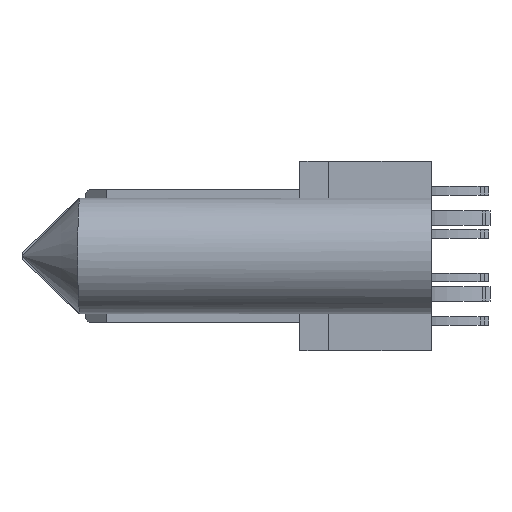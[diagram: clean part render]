
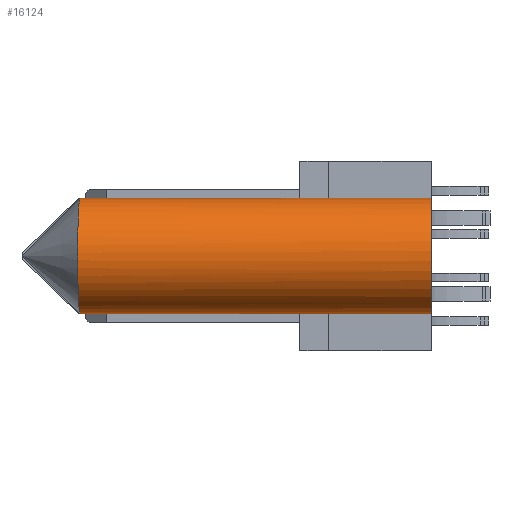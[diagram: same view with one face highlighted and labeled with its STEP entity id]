
A CAD part, left-side view. The second image highlights one B-rep face of the part: STEP entity #16124.
In plain terms, the highlighted cylindrical face has radius 2.55 mm (diameter 5.1 mm), a partial arc.
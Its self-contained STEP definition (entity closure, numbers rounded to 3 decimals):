
#191=CARTESIAN_POINT('',(-23.43,-5.79,0.));
#192=DIRECTION('',(0.,1.,0.));
#193=DIRECTION('',(0.071,0.,-0.998));
#194=AXIS2_PLACEMENT_3D('',#191,#192,#193);
#2716=DIRECTION('',(0.,1.,0.));
#2717=VECTOR('',#2716,4.52);
#2718=CARTESIAN_POINT('',(-23.25,-5.79,-2.544));
#2719=LINE('',#2718,#2717);
#2724=DIRECTION('',(0.,1.,0.));
#2725=VECTOR('',#2724,4.52);
#2726=CARTESIAN_POINT('',(-23.25,-5.79,2.544));
#2727=LINE('',#2726,#2725);
#2732=CARTESIAN_POINT('',(-23.25,0.,-2.544));
#2733=CARTESIAN_POINT('',(-23.275,1.072,
-2.545));
#2734=CARTESIAN_POINT('',(-23.324,3.218,
-2.548));
#2735=CARTESIAN_POINT('',(-23.398,6.444,
-2.55));
#2736=CARTESIAN_POINT('',(-23.447,8.594,
-2.55));
#2737=CARTESIAN_POINT('',(-23.472,9.67,
-2.55));
#2739=CARTESIAN_POINT('',(-23.472,9.67,2.55));
#2740=CARTESIAN_POINT('',(-23.447,8.594,2.55));
#2741=CARTESIAN_POINT('',(-23.398,6.444,2.55));
#2742=CARTESIAN_POINT('',(-23.324,3.218,2.548));
#2743=CARTESIAN_POINT('',(-23.275,1.072,2.545));
#2744=CARTESIAN_POINT('',(-23.25,0.,2.544));
#2746=DIRECTION('',(0.,1.,0.));
#2747=VECTOR('',#2746,1.27);
#2748=CARTESIAN_POINT('',(-23.25,-1.27,-2.544));
#2749=LINE('',#2748,#2747);
#2762=DIRECTION('',(0.,1.,0.));
#2763=VECTOR('',#2762,1.27);
#2764=CARTESIAN_POINT('',(-23.25,-1.27,2.544));
#2765=LINE('',#2764,#2763);
#2766=CARTESIAN_POINT('',(-23.472,9.67,2.55));
#2767=CARTESIAN_POINT('',(-23.648,9.677,2.547));
#2768=CARTESIAN_POINT('',(-24.,9.69,2.504));
#2769=CARTESIAN_POINT('',(-24.503,9.71,2.333));
#2770=CARTESIAN_POINT('',(-24.96,9.729,2.063));
#2771=CARTESIAN_POINT('',(-25.352,9.744,1.703));
#2772=CARTESIAN_POINT('',(-25.661,9.757,1.272));
#2773=CARTESIAN_POINT('',(-25.875,9.766,
0.785));
#2774=CARTESIAN_POINT('',(-25.985,9.77,
0.266));
#2775=CARTESIAN_POINT('',(-25.985,9.77,
-0.266));
#2776=CARTESIAN_POINT('',(-25.875,9.766,
-0.785));
#2777=CARTESIAN_POINT('',(-25.661,9.757,
-1.272));
#2778=CARTESIAN_POINT('',(-25.352,9.744,
-1.703));
#2779=CARTESIAN_POINT('',(-24.96,9.729,
-2.063));
#2780=CARTESIAN_POINT('',(-24.503,9.71,
-2.333));
#2781=CARTESIAN_POINT('',(-24.,9.69,
-2.504));
#2782=CARTESIAN_POINT('',(-23.648,9.677,
-2.547));
#2783=CARTESIAN_POINT('',(-23.472,9.67,
-2.55));
#9803=CARTESIAN_POINT('',(-23.25,-1.27,2.544));
#9804=CARTESIAN_POINT('',(-23.25,-1.27,-2.544));
#9805=VERTEX_POINT('',#9803);
#9806=VERTEX_POINT('',#9804);
#9807=CARTESIAN_POINT('',(-23.25,-5.79,-2.544));
#9808=VERTEX_POINT('',#9807);
#9809=CARTESIAN_POINT('',(-23.25,-5.79,2.544));
#9810=VERTEX_POINT('',#9809);
#11360=CARTESIAN_POINT('',(-23.25,0.,2.544));
#11361=CARTESIAN_POINT('',(-23.25,0.,-2.544));
#11362=VERTEX_POINT('',#11360);
#11363=VERTEX_POINT('',#11361);
#11364=VERTEX_POINT('',#2737);
#11365=VERTEX_POINT('',#2739);
#16104=CARTESIAN_POINT('',(-23.43,-5.79,0.));
#16105=DIRECTION('',(0.,1.,0.));
#16106=DIRECTION('',(1.,0.,0.));
#16107=AXIS2_PLACEMENT_3D('',#16104,#16105,#16106);
#16108=CYLINDRICAL_SURFACE('',#16107,2.55);
#16110=ORIENTED_EDGE('',*,*,#16109,.T.);
#16112=ORIENTED_EDGE('',*,*,#16111,.F.);
#16114=ORIENTED_EDGE('',*,*,#16113,.T.);
#16116=ORIENTED_EDGE('',*,*,#16115,.F.);
#16117=ORIENTED_EDGE('',*,*,#16096,.F.);
#16118=ORIENTED_EDGE('',*,*,#12965,.F.);
#16119=ORIENTED_EDGE('',*,*,#16083,.T.);
#16121=ORIENTED_EDGE('',*,*,#16120,.T.);
#16122=EDGE_LOOP('',(#16110,#16112,#16114,#16116,#16117,#16118,#16119,#16121));
#16123=FACE_OUTER_BOUND('',#16122,.F.);
#16124=ADVANCED_FACE('',(#16123),#16108,.T.);
#195=CIRCLE('',#194,2.55);
#2738=B_SPLINE_CURVE_WITH_KNOTS('',3,(#2732,#2733,#2734,#2735,#2736,#2737),
.UNSPECIFIED.,.F.,.F.,(4,1,1,4),(0.,0.333,0.667,1.),
.UNSPECIFIED.);
#2745=B_SPLINE_CURVE_WITH_KNOTS('',3,(#2739,#2740,#2741,#2742,#2743,#2744),
.UNSPECIFIED.,.F.,.F.,(4,1,1,4),(0.,0.333,0.667,1.),
.UNSPECIFIED.);
#2784=B_SPLINE_CURVE_WITH_KNOTS('',3,(#2766,#2767,#2768,#2769,#2770,#2771,#2772,
#2773,#2774,#2775,#2776,#2777,#2778,#2779,#2780,#2781,#2782,#2783),
.UNSPECIFIED.,.F.,.F.,(4,1,1,1,1,1,1,1,1,1,1,1,1,1,1,4),(0.,0.067,
0.133,0.2,0.267,0.333,0.4,
0.467,0.533,0.6,0.667,0.733,
0.8,0.867,0.933,1.),.UNSPECIFIED.);
#12965=EDGE_CURVE('',#9808,#9810,#195,.T.);
#16083=EDGE_CURVE('',#9808,#9806,#2719,.T.);
#16096=EDGE_CURVE('',#9810,#9805,#2727,.T.);
#16109=EDGE_CURVE('',#11363,#11364,#2738,.T.);
#16111=EDGE_CURVE('',#11365,#11364,#2784,.T.);
#16113=EDGE_CURVE('',#11365,#11362,#2745,.T.);
#16115=EDGE_CURVE('',#9805,#11362,#2765,.T.);
#16120=EDGE_CURVE('',#9806,#11363,#2749,.T.);
